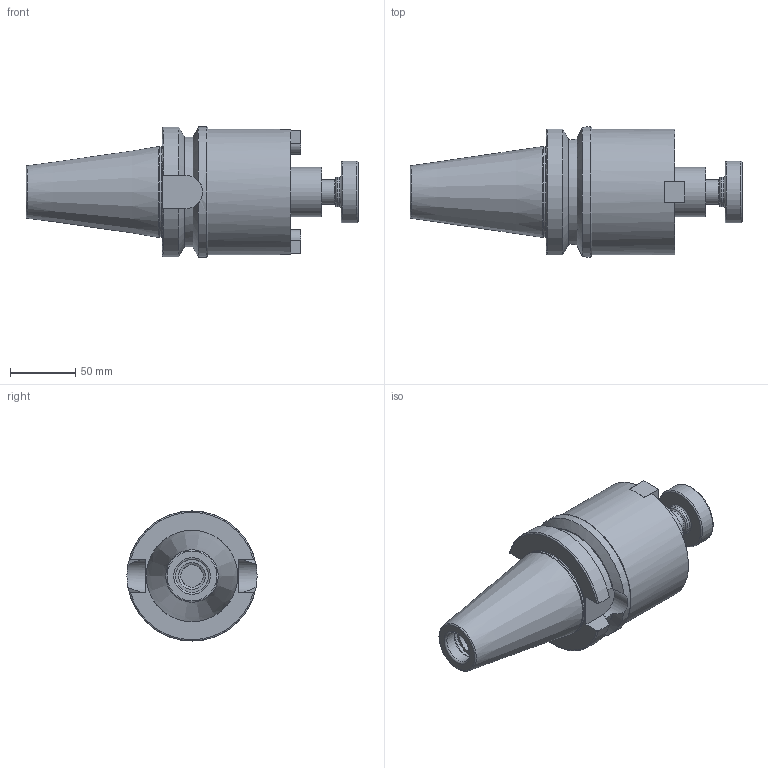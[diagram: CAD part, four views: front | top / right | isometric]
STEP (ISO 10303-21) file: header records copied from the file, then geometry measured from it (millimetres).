
FILE_DESCRIPTION(/* description */ ('','CAx-IF Rec.Pracs.---Representation and Presentation of Product Manufacturing Information (PMI)---4.0---2014-10-13'),/* implementation_level */ '2;1');
FILE_NAME(/* name */ 'EI321.stp',/* time_stamp */ '2025-04-02T10:38:02+09:00',/* author */ ('eos'),/* organization */ (''),/* preprocessor_version */ 'ST-DEVELOPER v20',/* originating_system */ 'Autodesk Inventor 2025',/* authorisation */ '');
FILE_SCHEMA (('AP242_MANAGED_MODEL_BASED_3D_ENGINEERING_MIM_LF { 1 0 10303 442 1 1 4 }'));
Products named in the file (5): LO-BT50-SMA38.1-44.45; BT50; SMA27-DRIV EKEY-SECO; HEX' WRENCH BOLT-UNC1_4-20x5_8L; COLLAR BOLT-UNF3_4-16x47L
Assembly tree (4 placements, depth 2):
  LO-BT50-SMA38.1-44.45
    BT50
    SMA27-DRIV EKEY-SECO  x2
    COLLAR BOLT-UNF3_4-16x47L
  HEX' WRENCH BOLT-UNC1_4-20x5_8L
Bounding box: 255.27 x 100 x 100 mm (x, y, z)
Volume: 954732.9 mm3; surface area: 95672.2 mm2
Topology: 6 solids, 6 shells, 132 faces, 315 edges, 205 vertices
Faces by surface type: plane 68, cylinder 33, cone 16, torus 15
Full cylindrical faces by diameter (mm): 4.978 x2, 6.35 x2, 6.6 x2, 9.525 x2, 10.3 x2, 15.875 x1, 17.323 x1, 19.05 x1, 20.752 x1, 23 x1, 23.5 x1, 25 x1, 25.6 x1, 38.1 x1, 47.7 x1, 69.3 x1, 96.77 x1, 100 x1
Entity records: 4413 total; most frequent: CARTESIAN_POINT 1022, DIRECTION 699, ORIENTED_EDGE 514, AXIS2_PLACEMENT_3D 289, EDGE_CURVE 257, VERTEX_POINT 169, STYLED_ITEM 152, CIRCLE 127
